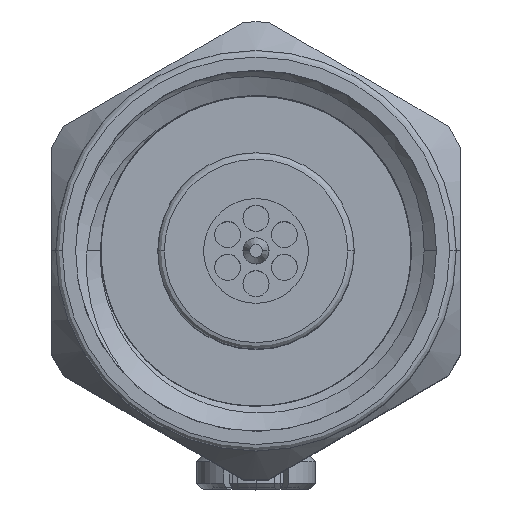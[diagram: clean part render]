
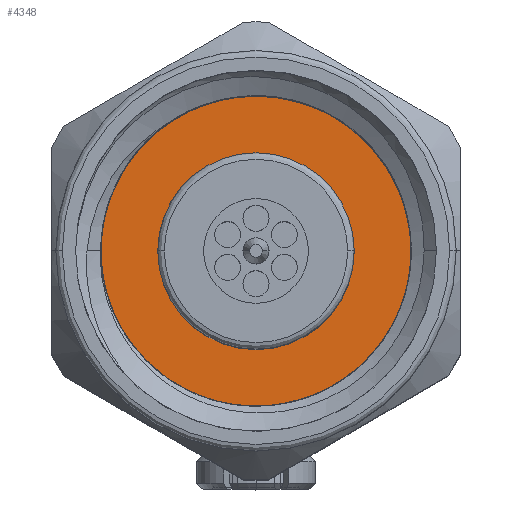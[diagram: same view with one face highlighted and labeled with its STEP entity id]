
A CAD part, top view. The second image highlights one B-rep face of the part: STEP entity #4348.
In plain terms, the highlighted face is planar.
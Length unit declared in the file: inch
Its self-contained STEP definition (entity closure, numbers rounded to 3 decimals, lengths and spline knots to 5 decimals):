
#1298 = AXIS2_PLACEMENT_3D ( 'NONE', #5177, #8837, #7796 ) ;
#1417 = FACE_OUTER_BOUND ( 'NONE', #7918, .T. ) ;
#1640 = DIRECTION ( 'NONE',  ( 0., 0., 1. ) ) ;
#1753 = CIRCLE ( 'NONE', #4527, 0.1378 ) ;
#2053 = AXIS2_PLACEMENT_3D ( 'NONE', #7454, #3498, #1640 ) ;
#3498 = DIRECTION ( 'NONE',  ( -1., 0., 0. ) ) ;
#3654 = CARTESIAN_POINT ( 'NONE',  ( 0.3, 0., -0.1378 ) ) ;
#3747 = VERTEX_POINT ( 'NONE', #9474 ) ;
#4348 = ADVANCED_FACE ( 'NONE', ( #1417 ), #5122, .T. ) ;
#4527 = AXIS2_PLACEMENT_3D ( 'NONE', #6014, #9867, #9811 ) ;
#5122 = PLANE ( 'NONE',  #1298 ) ;
#5177 = CARTESIAN_POINT ( 'NONE',  ( 0.3, 0., 0. ) ) ;
#5782 = CIRCLE ( 'NONE', #2053, 0.1378 ) ;
#5837 = VERTEX_POINT ( 'NONE', #3654 ) ;
#6014 = CARTESIAN_POINT ( 'NONE',  ( 0.3, 0., 0. ) ) ;
#7454 = CARTESIAN_POINT ( 'NONE',  ( 0.3, 0., 0. ) ) ;
#7502 = EDGE_CURVE ( 'NONE', #3747, #5837, #5782, .T. ) ;
#7796 = DIRECTION ( 'NONE',  ( 0., 0., 1. ) ) ;
#7918 = EDGE_LOOP ( 'NONE', ( #8576, #7956 ) ) ;
#7956 = ORIENTED_EDGE ( 'NONE', *, *, #10052, .T. ) ;
#8576 = ORIENTED_EDGE ( 'NONE', *, *, #7502, .T. ) ;
#8837 = DIRECTION ( 'NONE',  ( -1., 0., 0. ) ) ;
#9474 = CARTESIAN_POINT ( 'NONE',  ( 0.3, 0., 0.1378 ) ) ;
#9811 = DIRECTION ( 'NONE',  ( 0., 0., 1. ) ) ;
#9867 = DIRECTION ( 'NONE',  ( -1., 0., 0. ) ) ;
#10052 = EDGE_CURVE ( 'NONE', #5837, #3747, #1753, .T. ) ;
